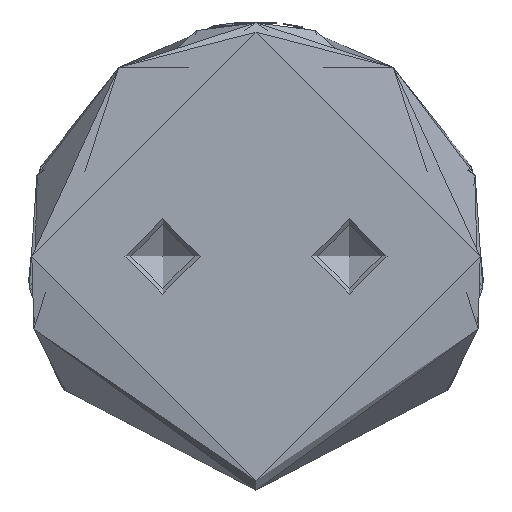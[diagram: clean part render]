
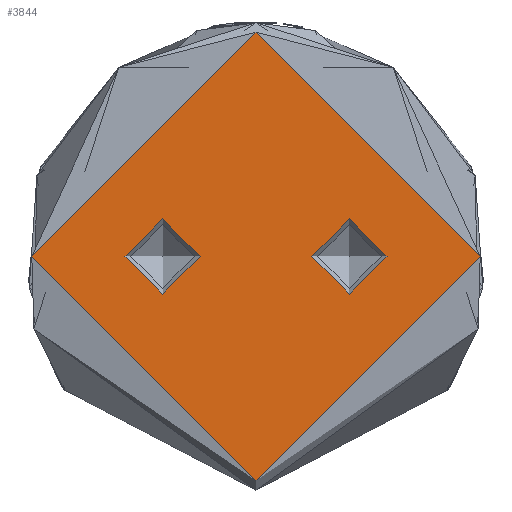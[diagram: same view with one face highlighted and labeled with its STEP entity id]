
A CAD part, front view. The second image highlights one B-rep face of the part: STEP entity #3844.
In plain terms, the highlighted face is planar.
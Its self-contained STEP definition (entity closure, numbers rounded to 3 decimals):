
#59 = DIRECTION ( 'NONE',  ( 0., 1., 0. ) ) ;
#203 = CARTESIAN_POINT ( 'NONE',  ( 10., 0., 0. ) ) ;
#258 = DIRECTION ( 'NONE',  ( 0., -1., 0. ) ) ;
#267 = FACE_OUTER_BOUND ( 'NONE', #5813, .T. ) ;
#359 = VERTEX_POINT ( 'NONE', #5018 ) ;
#661 = DIRECTION ( 'NONE',  ( 1., 0., 0. ) ) ;
#883 = CARTESIAN_POINT ( 'NONE',  ( 14.025, 0., 0. ) ) ;
#1394 = EDGE_LOOP ( 'NONE', ( #1961 ) ) ;
#1476 = EDGE_LOOP ( 'NONE', ( #3288 ) ) ;
#1961 = ORIENTED_EDGE ( 'NONE', *, *, #5747, .F. ) ;
#1985 = CIRCLE ( 'NONE', #2240, 24. ) ;
#2039 = CARTESIAN_POINT ( 'NONE',  ( -10., 0., 0. ) ) ;
#2042 = EDGE_CURVE ( 'NONE', #3584, #3584, #2693, .T. ) ;
#2240 = AXIS2_PLACEMENT_3D ( 'NONE', #5764, #2990, #258 ) ;
#2313 = AXIS2_PLACEMENT_3D ( 'NONE', #203, #3388, #661 ) ;
#2329 = PLANE ( 'NONE',  #4514 ) ;
#2490 = DIRECTION ( 'NONE',  ( 1., 0., 0. ) ) ;
#2502 = VERTEX_POINT ( 'NONE', #883 ) ;
#2687 = CARTESIAN_POINT ( 'NONE',  ( -5.975, 0., 0. ) ) ;
#2693 = CIRCLE ( 'NONE', #4920, 4.025 ) ;
#2791 = DIRECTION ( 'NONE',  ( 0., 0., -1. ) ) ;
#2990 = DIRECTION ( 'NONE',  ( 0., 0., 1. ) ) ;
#3246 = FACE_BOUND ( 'NONE', #1476, .T. ) ;
#3288 = ORIENTED_EDGE ( 'NONE', *, *, #2042, .F. ) ;
#3388 = DIRECTION ( 'NONE',  ( 0., 0., 1. ) ) ;
#3584 = VERTEX_POINT ( 'NONE', #2687 ) ;
#3769 = FACE_BOUND ( 'NONE', #1394, .T. ) ;
#3844 = ADVANCED_FACE ( 'NONE', ( #3246, #3769, #267 ), #2329, .F. ) ;
#3971 = EDGE_CURVE ( 'NONE', #359, #359, #1985, .T. ) ;
#4471 = CIRCLE ( 'NONE', #2313, 4.025 ) ;
#4514 = AXIS2_PLACEMENT_3D ( 'NONE', #5556, #2791, #59 ) ;
#4920 = AXIS2_PLACEMENT_3D ( 'NONE', #2039, #5257, #2490 ) ;
#5018 = CARTESIAN_POINT ( 'NONE',  ( 0., -24., 0. ) ) ;
#5257 = DIRECTION ( 'NONE',  ( 0., 0., 1. ) ) ;
#5556 = CARTESIAN_POINT ( 'NONE',  ( 0., 24., 0. ) ) ;
#5646 = ORIENTED_EDGE ( 'NONE', *, *, #3971, .T. ) ;
#5747 = EDGE_CURVE ( 'NONE', #2502, #2502, #4471, .T. ) ;
#5764 = CARTESIAN_POINT ( 'NONE',  ( 0., 0., 0. ) ) ;
#5813 = EDGE_LOOP ( 'NONE', ( #5646 ) ) ;
